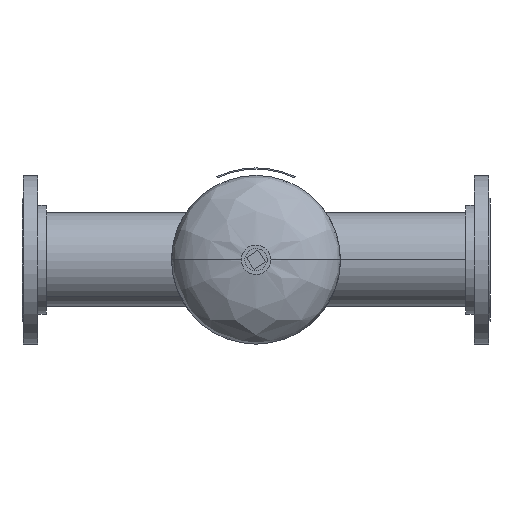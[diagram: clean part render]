
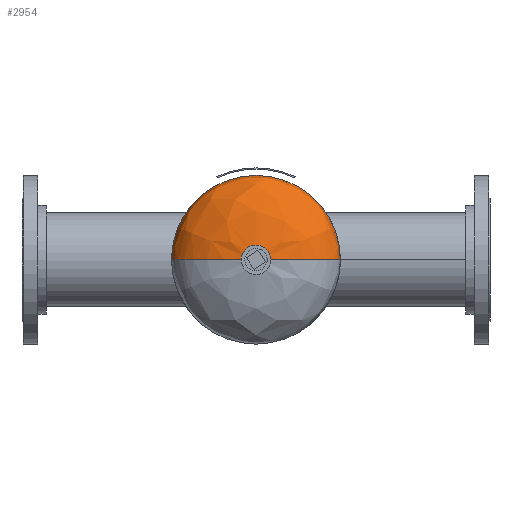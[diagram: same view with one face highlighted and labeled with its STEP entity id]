
A CAD part, front view. The second image highlights one B-rep face of the part: STEP entity #2954.
In plain terms, the highlighted free-form (B-spline) face has degree [3, 3] with [4, 4] control points.
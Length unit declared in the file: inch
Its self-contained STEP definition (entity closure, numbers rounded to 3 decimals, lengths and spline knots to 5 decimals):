
#178 = DIRECTION ( 'NONE',  ( 0., 0., -1. ) ) ;
#227 = CARTESIAN_POINT ( 'NONE',  ( -5., 1.8346, 10. ) ) ;
#422 = ORIENTED_EDGE ( 'NONE', *, *, #1176, .F. ) ;
#805 = CARTESIAN_POINT ( 'NONE',  ( 5., 1.8346, 10. ) ) ;
#868 =( BOUNDED_CURVE ( )  B_SPLINE_CURVE ( 3, ( #2618, #2723, #6006, #1491 ),
 .UNSPECIFIED., .F., .T. ) 
 B_SPLINE_CURVE_WITH_KNOTS ( ( 4, 4 ),
 ( 1.72136, 3.14159 ),
 .UNSPECIFIED. ) 
 CURVE ( )  GEOMETRIC_REPRESENTATION_ITEM ( )  RATIONAL_B_SPLINE_CURVE ( ( 1., 0.839, 0.839, 1. ) ) 
 REPRESENTATION_ITEM ( '' )  );
#952 = DIRECTION ( 'NONE',  ( 0., -1., 0. ) ) ;
#1043 = AXIS2_PLACEMENT_3D ( 'NONE', #6063, #1155, #4452 ) ;
#1155 = DIRECTION ( 'NONE',  ( 0., -1., 0. ) ) ;
#1176 = EDGE_CURVE ( 'NONE', #6851, #2043, #2910, .T. ) ;
#1454 = CARTESIAN_POINT ( 'NONE',  ( -3.3112, 2.83524, 6.62239 ) ) ;
#1489 = EDGE_CURVE ( 'NONE', #3746, #5777, #1490, .T. ) ;
#1490 = CIRCLE ( 'NONE', #3457, 0.75 ) ;
#1491 = CARTESIAN_POINT ( 'NONE',  ( -5., 0.515, 0. ) ) ;
#1753 = EDGE_CURVE ( 'NONE', #5777, #5681, #868, .T. ) ;
#1787 = CARTESIAN_POINT ( 'NONE',  ( 5., 1.8346, 0. ) ) ;
#1818 = CIRCLE ( 'NONE', #5843, 0.75 ) ;
#1902 = EDGE_LOOP ( 'NONE', ( #5638, #4864, #2090, #422, #5443, #6864 ) ) ;
#1984 = EDGE_CURVE ( 'NONE', #2228, #6851, #2355, .T. ) ;
#1997 = CARTESIAN_POINT ( 'NONE',  ( 0.75, 3.03318, 0. ) ) ;
#2043 = VERTEX_POINT ( 'NONE', #5280 ) ;
#2090 = ORIENTED_EDGE ( 'NONE', *, *, #3172, .F. ) ;
#2228 = VERTEX_POINT ( 'NONE', #4917 ) ;
#2355 =( BOUNDED_CURVE ( )  B_SPLINE_CURVE ( 3, ( #4635, #6163, #1787, #6825 ),
 .UNSPECIFIED., .F., .T. ) 
 B_SPLINE_CURVE_WITH_KNOTS ( ( 4, 4 ),
 ( 1.72136, 3.14159 ),
 .UNSPECIFIED. ) 
 CURVE ( )  GEOMETRIC_REPRESENTATION_ITEM ( )  RATIONAL_B_SPLINE_CURVE ( ( 1., 0.839, 0.839, 1. ) ) 
 REPRESENTATION_ITEM ( '' )  );
#2618 = CARTESIAN_POINT ( 'NONE',  ( -0.75, 3.03318, 0. ) ) ;
#2723 = CARTESIAN_POINT ( 'NONE',  ( -3.3112, 2.83524, 0. ) ) ;
#2910 = CIRCLE ( 'NONE', #1043, 5. ) ;
#2954 = ADVANCED_FACE ( 'NONE', ( #6394 ), #6555, .F. ) ;
#3023 = CARTESIAN_POINT ( 'NONE',  ( -5., 1.8346, 0. ) ) ;
#3172 = EDGE_CURVE ( 'NONE', #2043, #5681, #3264, .T. ) ;
#3264 = CIRCLE ( 'NONE', #6559, 5. ) ;
#3273 = DIRECTION ( 'NONE',  ( 0., 0., -1. ) ) ;
#3457 = AXIS2_PLACEMENT_3D ( 'NONE', #5495, #6154, #4437 ) ;
#3591 = CARTESIAN_POINT ( 'NONE',  ( 0., 3.03318, 0.75 ) ) ;
#3663 = CARTESIAN_POINT ( 'NONE',  ( -0.75, 3.03318, 0. ) ) ;
#3746 = VERTEX_POINT ( 'NONE', #3591 ) ;
#4005 = DIRECTION ( 'NONE',  ( 0., -1., 0. ) ) ;
#4191 = CARTESIAN_POINT ( 'NONE',  ( -5., 0.515, 10. ) ) ;
#4437 = DIRECTION ( 'NONE',  ( 0., 0., -1. ) ) ;
#4452 = DIRECTION ( 'NONE',  ( 0., 0., -1. ) ) ;
#4618 = CARTESIAN_POINT ( 'NONE',  ( 5., 0.515, 0. ) ) ;
#4635 = CARTESIAN_POINT ( 'NONE',  ( 0.75, 3.03318, 0. ) ) ;
#4653 = CARTESIAN_POINT ( 'NONE',  ( 3.3112, 2.83524, 0. ) ) ;
#4736 = CARTESIAN_POINT ( 'NONE',  ( 5., 1.8346, 0. ) ) ;
#4839 = CARTESIAN_POINT ( 'NONE',  ( 0., 0.515, 0. ) ) ;
#4864 = ORIENTED_EDGE ( 'NONE', *, *, #1753, .T. ) ;
#4917 = CARTESIAN_POINT ( 'NONE',  ( 0.75, 3.03318, 0. ) ) ;
#4923 = CARTESIAN_POINT ( 'NONE',  ( -5., 0.515, 0. ) ) ;
#5096 = EDGE_CURVE ( 'NONE', #2228, #3746, #1818, .T. ) ;
#5197 = CARTESIAN_POINT ( 'NONE',  ( -0.75, 3.03318, 1.5 ) ) ;
#5259 = CARTESIAN_POINT ( 'NONE',  ( 0.75, 3.03318, 1.5 ) ) ;
#5280 = CARTESIAN_POINT ( 'NONE',  ( 0., 0.515, 5. ) ) ;
#5342 = CARTESIAN_POINT ( 'NONE',  ( -0.75, 3.03318, 0. ) ) ;
#5443 = ORIENTED_EDGE ( 'NONE', *, *, #1984, .F. ) ;
#5495 = CARTESIAN_POINT ( 'NONE',  ( 0., 3.03318, 0. ) ) ;
#5638 = ORIENTED_EDGE ( 'NONE', *, *, #1489, .T. ) ;
#5681 = VERTEX_POINT ( 'NONE', #4923 ) ;
#5735 = CARTESIAN_POINT ( 'NONE',  ( 3.3112, 2.83524, 6.62239 ) ) ;
#5775 = CARTESIAN_POINT ( 'NONE',  ( -3.3112, 2.83524, 0. ) ) ;
#5777 = VERTEX_POINT ( 'NONE', #5342 ) ;
#5843 = AXIS2_PLACEMENT_3D ( 'NONE', #6144, #4005, #178 ) ;
#6006 = CARTESIAN_POINT ( 'NONE',  ( -5., 1.8346, 0. ) ) ;
#6063 = CARTESIAN_POINT ( 'NONE',  ( 0., 0.515, 0. ) ) ;
#6144 = CARTESIAN_POINT ( 'NONE',  ( 0., 3.03318, 0. ) ) ;
#6154 = DIRECTION ( 'NONE',  ( 0., -1., 0. ) ) ;
#6163 = CARTESIAN_POINT ( 'NONE',  ( 3.3112, 2.83524, 0. ) ) ;
#6365 = CARTESIAN_POINT ( 'NONE',  ( -5., 0.515, 0. ) ) ;
#6394 = FACE_OUTER_BOUND ( 'NONE', #1902, .T. ) ;
#6555 =( BOUNDED_SURFACE ( )  B_SPLINE_SURFACE ( 3, 3, ( 
 ( #1997, #5259, #5197, #3663 ),
 ( #4653, #5735, #1454, #5775 ),
 ( #4736, #805, #227, #3023 ),
 ( #4618, #6839, #4191, #6365 ) ),
 .UNSPECIFIED., .F., .F., .F. ) 
 B_SPLINE_SURFACE_WITH_KNOTS ( ( 4, 4 ),
 ( 4, 4 ),
 ( 0., 1. ),
 ( 0., 1. ),
 .UNSPECIFIED. ) 
 GEOMETRIC_REPRESENTATION_ITEM ( )  RATIONAL_B_SPLINE_SURFACE ( (
 ( 1., 0.333, 0.333, 1.),
 ( 0.839, 0.28, 0.28, 0.839),
 ( 0.839, 0.28, 0.28, 0.839),
 ( 1., 0.333, 0.333, 1.) ) ) 
 REPRESENTATION_ITEM ( '' )  SURFACE ( )  );
#6559 = AXIS2_PLACEMENT_3D ( 'NONE', #4839, #952, #3273 ) ;
#6825 = CARTESIAN_POINT ( 'NONE',  ( 5., 0.515, 0. ) ) ;
#6839 = CARTESIAN_POINT ( 'NONE',  ( 5., 0.515, 10. ) ) ;
#6851 = VERTEX_POINT ( 'NONE', #6940 ) ;
#6864 = ORIENTED_EDGE ( 'NONE', *, *, #5096, .T. ) ;
#6940 = CARTESIAN_POINT ( 'NONE',  ( 5., 0.515, 0. ) ) ;
